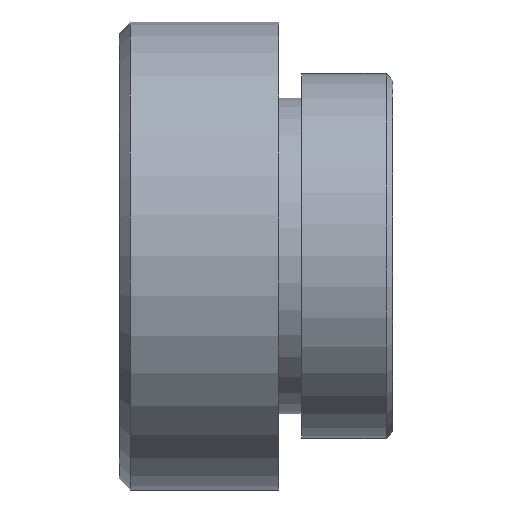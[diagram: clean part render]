
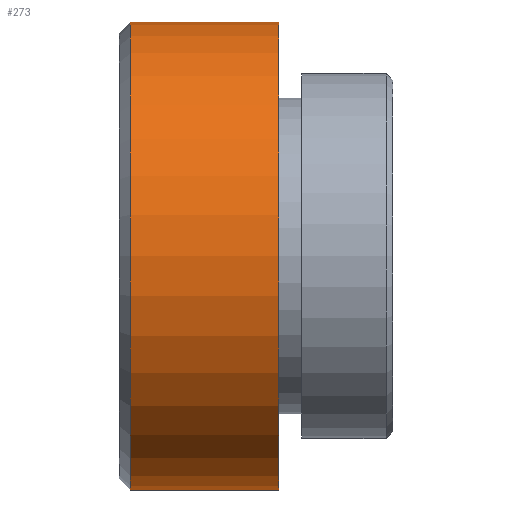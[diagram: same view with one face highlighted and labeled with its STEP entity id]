
A CAD part, top view. The second image highlights one B-rep face of the part: STEP entity #273.
In plain terms, the highlighted cylindrical face has radius 10.25 mm (diameter 20.5 mm), a partial arc.
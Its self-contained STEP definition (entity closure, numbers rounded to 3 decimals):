
#51=FACE_OUTER_BOUND('',#84,.F.);
#84=EDGE_LOOP('',(#151,#152,#153,#154));
#151=ORIENTED_EDGE('',*,*,#457,.T.);
#152=ORIENTED_EDGE('',*,*,#429,.T.);
#153=ORIENTED_EDGE('',*,*,#458,.F.);
#154=ORIENTED_EDGE('',*,*,#466,.T.);
#273=ADVANCED_FACE('',(#51),#303,.T.);
#303=CYLINDRICAL_SURFACE('',#632,10.25);
#327=LINE('',#928,#359);
#328=LINE('',#929,#360);
#359=VECTOR('',#718,6.5);
#360=VECTOR('',#719,6.5);
#388=CIRCLE('',#586,10.25);
#411=CIRCLE('',#609,10.25);
#429=EDGE_CURVE('',#552,#553,#388,.T.);
#457=EDGE_CURVE('',#529,#552,#327,.T.);
#458=EDGE_CURVE('',#528,#553,#328,.T.);
#466=EDGE_CURVE('',#528,#529,#411,.T.);
#528=VERTEX_POINT('',#871);
#529=VERTEX_POINT('',#872);
#552=VERTEX_POINT('',#895);
#553=VERTEX_POINT('',#896);
#586=AXIS2_PLACEMENT_3D('',#900,#668,#669);
#609=AXIS2_PLACEMENT_3D('',#937,#728,#729);
#632=AXIS2_PLACEMENT_3D('',#1002,#792,#793);
#668=DIRECTION('',(-1.,0.,0.));
#669=DIRECTION('',(0.,-1.,0.));
#718=DIRECTION('',(-1.,0.,0.));
#719=DIRECTION('',(-1.,0.,0.));
#728=DIRECTION('',(1.,0.,0.));
#729=DIRECTION('',(0.,1.,0.));
#792=DIRECTION('',(1.,0.,0.));
#793=DIRECTION('',(0.,1.,0.));
#871=CARTESIAN_POINT('',(7.,10.25,0.));
#872=CARTESIAN_POINT('',(7.,-10.25,0.));
#895=CARTESIAN_POINT('',(0.5,-10.25,0.));
#896=CARTESIAN_POINT('',(0.5,10.25,0.));
#900=CARTESIAN_POINT('',(0.5,0.,0.));
#928=CARTESIAN_POINT('',(7.,-10.25,0.));
#929=CARTESIAN_POINT('',(7.,10.25,0.));
#937=CARTESIAN_POINT('',(7.,0.,0.));
#1002=CARTESIAN_POINT('',(7.,0.,0.));
